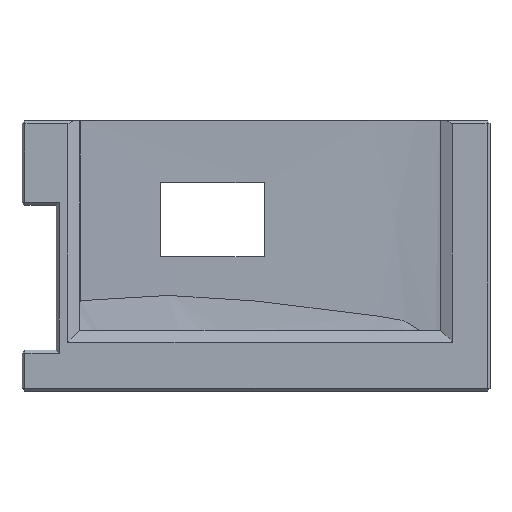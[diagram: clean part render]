
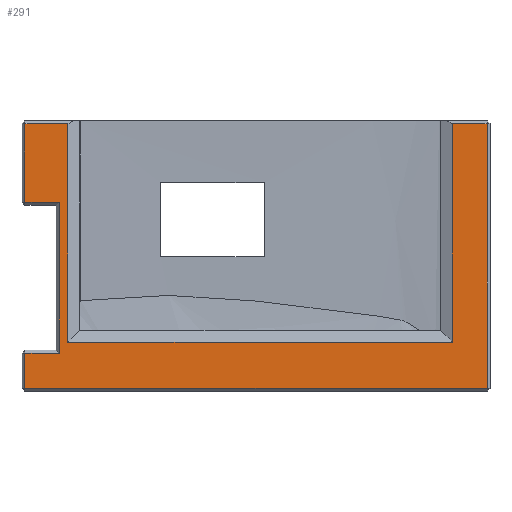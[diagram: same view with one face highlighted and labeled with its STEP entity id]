
A CAD part, top view. The second image highlights one B-rep face of the part: STEP entity #291.
In plain terms, the highlighted planar face has unit normal (0, 0, 1).
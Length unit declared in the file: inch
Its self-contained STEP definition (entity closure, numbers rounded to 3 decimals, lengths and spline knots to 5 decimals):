
#291 = ADVANCED_FACE ( 'NONE', ( #2530 ), #1694, .F. ) ;
#351 = VERTEX_POINT ( 'NONE', #2066 ) ;
#353 = VERTEX_POINT ( 'NONE', #2068 ) ;
#358 = VERTEX_POINT ( 'NONE', #2073 ) ;
#359 = VERTEX_POINT ( 'NONE', #2074 ) ;
#360 = VERTEX_POINT ( 'NONE', #2075 ) ;
#361 = VERTEX_POINT ( 'NONE', #2076 ) ;
#362 = VERTEX_POINT ( 'NONE', #2077 ) ;
#363 = VERTEX_POINT ( 'NONE', #2078 ) ;
#364 = VERTEX_POINT ( 'NONE', #2079 ) ;
#365 = VERTEX_POINT ( 'NONE', #2080 ) ;
#366 = VERTEX_POINT ( 'NONE', #2081 ) ;
#367 = VERTEX_POINT ( 'NONE', #2082 ) ;
#417 = EDGE_CURVE ( 'NONE', #353, #351, #2657, .T. ) ;
#418 = EDGE_CURVE ( 'NONE', #351, #358, #2632, .T. ) ;
#419 = EDGE_CURVE ( 'NONE', #358, #359, #2661, .T. ) ;
#420 = EDGE_CURVE ( 'NONE', #359, #360, #2663, .T. ) ;
#421 = EDGE_CURVE ( 'NONE', #360, #361, #2665, .T. ) ;
#422 = EDGE_CURVE ( 'NONE', #361, #362, #2667, .T. ) ;
#423 = EDGE_CURVE ( 'NONE', #362, #363, #2669, .T. ) ;
#424 = EDGE_CURVE ( 'NONE', #363, #364, #2671, .T. ) ;
#425 = EDGE_CURVE ( 'NONE', #364, #365, #2673, .T. ) ;
#426 = EDGE_CURVE ( 'NONE', #365, #366, #2675, .T. ) ;
#593 = ORIENTED_EDGE ( 'NONE', *, *, #417, .T. ) ;
#594 = ORIENTED_EDGE ( 'NONE', *, *, #418, .T. ) ;
#595 = ORIENTED_EDGE ( 'NONE', *, *, #419, .T. ) ;
#596 = ORIENTED_EDGE ( 'NONE', *, *, #420, .T. ) ;
#597 = ORIENTED_EDGE ( 'NONE', *, *, #421, .T. ) ;
#598 = ORIENTED_EDGE ( 'NONE', *, *, #422, .T. ) ;
#599 = ORIENTED_EDGE ( 'NONE', *, *, #423, .T. ) ;
#600 = ORIENTED_EDGE ( 'NONE', *, *, #424, .T. ) ;
#601 = ORIENTED_EDGE ( 'NONE', *, *, #425, .T. ) ;
#602 = ORIENTED_EDGE ( 'NONE', *, *, #426, .T. ) ;
#603 = ORIENTED_EDGE ( 'NONE', *, *, #1108, .T. ) ;
#604 = ORIENTED_EDGE ( 'NONE', *, *, #1107, .T. ) ;
#1107 = EDGE_CURVE ( 'NONE', #367, #353, #3283, .T. ) ;
#1108 = EDGE_CURVE ( 'NONE', #366, #367, #3279, .T. ) ;
#1692 = CARTESIAN_POINT ( 'NONE',  ( 0., 0., 0.75 ) ) ;
#1694 = PLANE ( 'NONE',  #2564 ) ;
#1698 = DIRECTION ( 'NONE',  ( 0., 0., -1. ) ) ;
#1699 = DIRECTION ( 'NONE',  ( -1., 0., 0. ) ) ;
#2066 = CARTESIAN_POINT ( 'NONE',  ( 3.51779, 2.22889, 0.75 ) ) ;
#2068 = CARTESIAN_POINT ( 'NONE',  ( 3.51779, -2.22889, 0.75 ) ) ;
#2073 = CARTESIAN_POINT ( 'NONE',  ( 2.93434, 2.22889, 0.75 ) ) ;
#2074 = CARTESIAN_POINT ( 'NONE',  ( 2.93434, -1.45343, 0.75 ) ) ;
#2075 = CARTESIAN_POINT ( 'NONE',  ( -3.54953, -1.45343, 0.75 ) ) ;
#2076 = CARTESIAN_POINT ( 'NONE',  ( -3.54953, 2.22889, 0.75 ) ) ;
#2077 = CARTESIAN_POINT ( 'NONE',  ( -4.27231, 2.22889, 0.75 ) ) ;
#2078 = CARTESIAN_POINT ( 'NONE',  ( -4.27231, 0.90222, 0.75 ) ) ;
#2079 = CARTESIAN_POINT ( 'NONE',  ( -3.69616, 0.90222, 0.75 ) ) ;
#2080 = CARTESIAN_POINT ( 'NONE',  ( -3.69616, -1.63872, 0.75 ) ) ;
#2081 = CARTESIAN_POINT ( 'NONE',  ( -4.27231, -1.63872, 0.75 ) ) ;
#2082 = CARTESIAN_POINT ( 'NONE',  ( -4.27231, -2.22889, 0.75 ) ) ;
#2291 = CARTESIAN_POINT ( 'NONE',  ( 0., 2.22889, 0.75 ) ) ;
#2320 = CARTESIAN_POINT ( 'NONE',  ( 3.51779, 0., 0.75 ) ) ;
#2322 = DIRECTION ( 'NONE',  ( 0., 1., 0. ) ) ;
#2323 = DIRECTION ( 'NONE',  ( -1., 0., 0. ) ) ;
#2324 = CARTESIAN_POINT ( 'NONE',  ( 2.93434, 0., 0.75 ) ) ;
#2325 = DIRECTION ( 'NONE',  ( 0., -1., 0. ) ) ;
#2326 = CARTESIAN_POINT ( 'NONE',  ( 0., -1.45343, 0.75 ) ) ;
#2327 = DIRECTION ( 'NONE',  ( -1., 0., 0. ) ) ;
#2328 = CARTESIAN_POINT ( 'NONE',  ( -3.54953, 0., 0.75 ) ) ;
#2329 = DIRECTION ( 'NONE',  ( 0., 1., 0. ) ) ;
#2330 = CARTESIAN_POINT ( 'NONE',  ( 0., 2.22889, 0.75 ) ) ;
#2331 = DIRECTION ( 'NONE',  ( -1., 0., 0. ) ) ;
#2332 = CARTESIAN_POINT ( 'NONE',  ( -4.27231, 0., 0.75 ) ) ;
#2333 = DIRECTION ( 'NONE',  ( 0., -1., 0. ) ) ;
#2334 = CARTESIAN_POINT ( 'NONE',  ( 0., 0.90222, 0.75 ) ) ;
#2335 = DIRECTION ( 'NONE',  ( 1., 0., 0. ) ) ;
#2336 = CARTESIAN_POINT ( 'NONE',  ( -3.69616, -1.58872, 0.75 ) ) ;
#2337 = DIRECTION ( 'NONE',  ( 0., -1., 0. ) ) ;
#2338 = CARTESIAN_POINT ( 'NONE',  ( 0., -1.63872, 0.75 ) ) ;
#2339 = DIRECTION ( 'NONE',  ( -1., 0., 0. ) ) ;
#2530 = FACE_OUTER_BOUND ( 'NONE', #3350, .T. ) ;
#2564 = AXIS2_PLACEMENT_3D ( 'NONE', #1692, #1698, #1699 ) ;
#2632 = LINE ( 'NONE', #2291, #2662 ) ;
#2657 = LINE ( 'NONE', #2320, #2660 ) ;
#2660 = VECTOR ( 'NONE', #2322, 39.37008 ) ;
#2661 = LINE ( 'NONE', #2324, #2664 ) ;
#2662 = VECTOR ( 'NONE', #2323, 39.37008 ) ;
#2663 = LINE ( 'NONE', #2326, #2666 ) ;
#2664 = VECTOR ( 'NONE', #2325, 39.37008 ) ;
#2665 = LINE ( 'NONE', #2328, #2668 ) ;
#2666 = VECTOR ( 'NONE', #2327, 39.37008 ) ;
#2667 = LINE ( 'NONE', #2330, #2670 ) ;
#2668 = VECTOR ( 'NONE', #2329, 39.37008 ) ;
#2669 = LINE ( 'NONE', #2332, #2672 ) ;
#2670 = VECTOR ( 'NONE', #2331, 39.37008 ) ;
#2671 = LINE ( 'NONE', #2334, #2674 ) ;
#2672 = VECTOR ( 'NONE', #2333, 39.37008 ) ;
#2673 = LINE ( 'NONE', #2336, #2676 ) ;
#2674 = VECTOR ( 'NONE', #2335, 39.37008 ) ;
#2675 = LINE ( 'NONE', #2338, #2678 ) ;
#2676 = VECTOR ( 'NONE', #2337, 39.37008 ) ;
#2678 = VECTOR ( 'NONE', #2339, 39.37008 ) ;
#3229 = CARTESIAN_POINT ( 'NONE',  ( 0., -2.22889, 0.75 ) ) ;
#3230 = DIRECTION ( 'NONE',  ( 1., 0., 0. ) ) ;
#3231 = CARTESIAN_POINT ( 'NONE',  ( -4.27231, 0., 0.75 ) ) ;
#3232 = DIRECTION ( 'NONE',  ( 0., -1., 0. ) ) ;
#3279 = LINE ( 'NONE', #3231, #3286 ) ;
#3283 = LINE ( 'NONE', #3229, #3284 ) ;
#3284 = VECTOR ( 'NONE', #3230, 39.37008 ) ;
#3286 = VECTOR ( 'NONE', #3232, 39.37008 ) ;
#3350 = EDGE_LOOP ( 'NONE', ( #593, #594, #595, #596, #597, #598, #599, #600, #601, #602, #603, #604 ) ) ;
